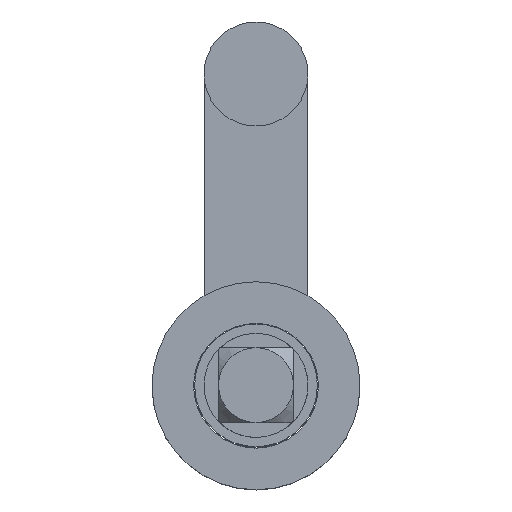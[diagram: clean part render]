
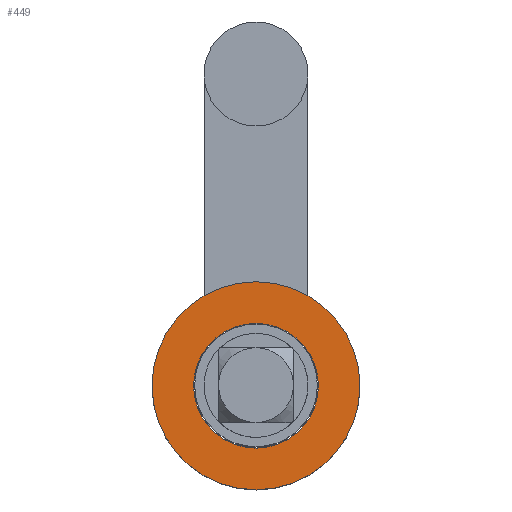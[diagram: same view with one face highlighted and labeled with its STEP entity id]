
A CAD part, top view. The second image highlights one B-rep face of the part: STEP entity #449.
In plain terms, the highlighted planar face has unit normal (0, 0, 1).
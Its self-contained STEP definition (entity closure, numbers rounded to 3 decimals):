
#80=PLANE('',#507);
#101=FACE_BOUND('',#167,.T.);
#129=FACE_OUTER_BOUND('',#166,.T.);
#166=EDGE_LOOP('',(#389));
#167=EDGE_LOOP('',(#390));
#205=CIRCLE('',#508,10.);
#206=CIRCLE('',#509,6.);
#242=VERTEX_POINT('',#775);
#243=VERTEX_POINT('',#777);
#295=EDGE_CURVE('',#242,#242,#205,.T.);
#296=EDGE_CURVE('',#243,#243,#206,.T.);
#389=ORIENTED_EDGE('',*,*,#295,.T.);
#390=ORIENTED_EDGE('',*,*,#296,.T.);
#449=ADVANCED_FACE('',(#129,#101),#80,.T.);
#507=AXIS2_PLACEMENT_3D('',#774,#618,#619);
#508=AXIS2_PLACEMENT_3D('',#776,#620,#621);
#509=AXIS2_PLACEMENT_3D('',#778,#622,#623);
#618=DIRECTION('center_axis',(0.,0.,1.));
#619=DIRECTION('ref_axis',(1.,0.,0.));
#620=DIRECTION('center_axis',(0.,0.,1.));
#621=DIRECTION('ref_axis',(-1.,0.,0.));
#622=DIRECTION('center_axis',(0.,0.,-1.));
#623=DIRECTION('ref_axis',(-1.,0.,0.));
#774=CARTESIAN_POINT('Origin',(0.,0.,10.5));
#775=CARTESIAN_POINT('',(10.,0.,10.5));
#776=CARTESIAN_POINT('Origin',(0.,0.,10.5));
#777=CARTESIAN_POINT('',(6.,0.,10.5));
#778=CARTESIAN_POINT('Origin',(0.,0.,10.5));
